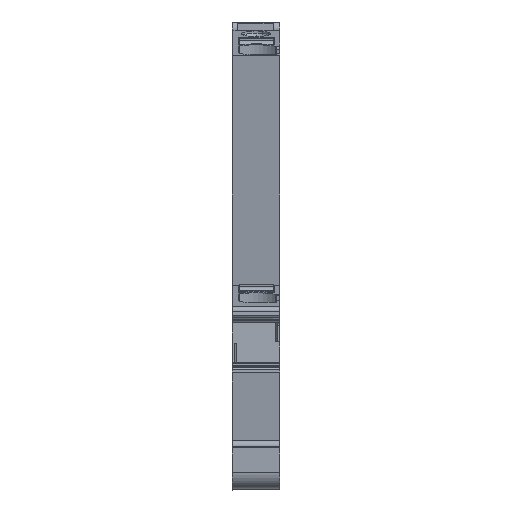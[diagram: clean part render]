
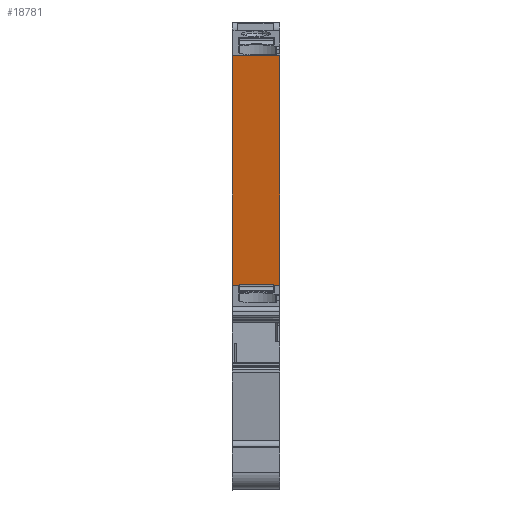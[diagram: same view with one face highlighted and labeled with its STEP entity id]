
A CAD part, front view. The second image highlights one B-rep face of the part: STEP entity #18781.
In plain terms, the highlighted planar face has unit normal (0, -0.983, -0.183).
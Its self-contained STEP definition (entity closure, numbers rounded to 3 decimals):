
#18768=AXIS2_PLACEMENT_3D('Plane Axis2P3D',#18765,#18766,#18767) ;
#4335=CARTESIAN_POINT('Vertex',(5.1,9.276,46.614)) ;
#4338=CARTESIAN_POINT('Line Origine',(5.1,11.569,34.287)) ;
#4342=CARTESIAN_POINT('Vertex',(5.1,13.861,21.96)) ;
#15386=CARTESIAN_POINT('Vertex',(0.05,13.861,21.96)) ;
#15412=CARTESIAN_POINT('Control Point',(0.05,9.276,46.614)) ;
#15413=CARTESIAN_POINT('Control Point',(0.05,10.193,41.683)) ;
#15414=CARTESIAN_POINT('Control Point',(0.05,11.11,36.752)) ;
#15415=CARTESIAN_POINT('Control Point',(0.05,12.027,31.821)) ;
#15416=CARTESIAN_POINT('Control Point',(0.05,12.944,26.89)) ;
#15417=CARTESIAN_POINT('Control Point',(0.05,13.861,21.96)) ;
#15418=CARTESIAN_POINT('Vertex',(0.05,9.276,46.614)) ;
#15433=CARTESIAN_POINT('Line Origine',(2.575,9.276,46.614)) ;
#18765=CARTESIAN_POINT('Axis2P3D Location',(0.,13.861,21.96)) ;
#18770=CARTESIAN_POINT('Line Origine',(2.575,13.861,21.96)) ;
#4339=DIRECTION('Vector Direction',(0.,-0.183,0.983)) ;
#15434=DIRECTION('Vector Direction',(1.,0.,0.)) ;
#18766=DIRECTION('Axis2P3D Direction',(0.,0.983,0.183)) ;
#18767=DIRECTION('Axis2P3D XDirection',(0.,-0.183,0.983)) ;
#18771=DIRECTION('Vector Direction',(1.,0.,0.)) ;
#4340=VECTOR('Line Direction',#4339,1.) ;
#15435=VECTOR('Line Direction',#15434,1.) ;
#18772=VECTOR('Line Direction',#18771,1.) ;
#18776=ORIENTED_EDGE('',*,*,#15420,.F.) ;
#18777=ORIENTED_EDGE('',*,*,#18774,.T.) ;
#18778=ORIENTED_EDGE('',*,*,#4344,.T.) ;
#18779=ORIENTED_EDGE('',*,*,#15437,.F.) ;
#18781=ADVANCED_FACE('MLD',(#18780),#18769,.F.) ;
#15411=B_SPLINE_CURVE_WITH_KNOTS('',5,(#15412,#15413,#15414,#15415,#15416,#15417),.UNSPECIFIED.,.F.,.U.,(6,6),(0.,25.077),.UNSPECIFIED.) ;
#4344=EDGE_CURVE('',#4343,#4336,#4341,.T.) ;
#15420=EDGE_CURVE('',#15387,#15419,#15411,.F.) ;
#15437=EDGE_CURVE('',#15419,#4336,#15436,.T.) ;
#18774=EDGE_CURVE('',#15387,#4343,#18773,.T.) ;
#18775=EDGE_LOOP('',(#18776,#18777,#18778,#18779)) ;
#18780=FACE_OUTER_BOUND('',#18775,.T.) ;
#4341=LINE('Line',#4338,#4340) ;
#15436=LINE('Line',#15433,#15435) ;
#18773=LINE('Line',#18770,#18772) ;
#18769=PLANE('',#18768) ;
#4336=VERTEX_POINT('',#4335) ;
#4343=VERTEX_POINT('',#4342) ;
#15387=VERTEX_POINT('',#15386) ;
#15419=VERTEX_POINT('',#15418) ;
